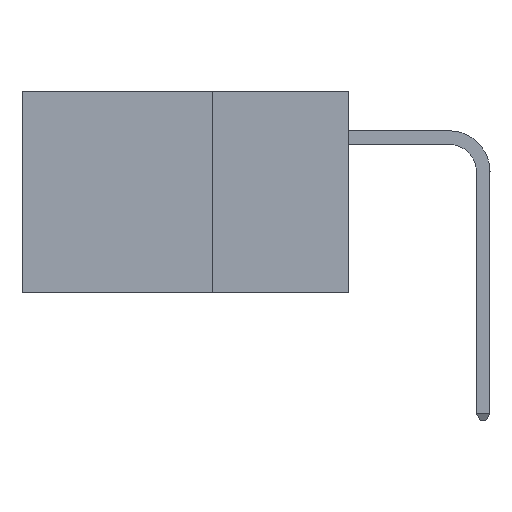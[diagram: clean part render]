
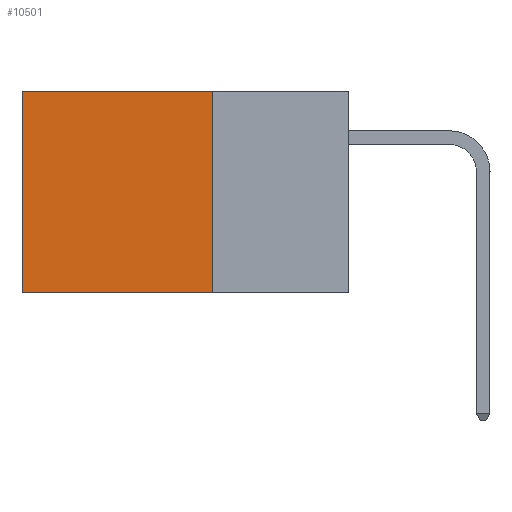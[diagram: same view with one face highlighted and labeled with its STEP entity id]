
A CAD part, left-side view. The second image highlights one B-rep face of the part: STEP entity #10501.
In plain terms, the highlighted planar face has unit normal (-1, 0, 0).
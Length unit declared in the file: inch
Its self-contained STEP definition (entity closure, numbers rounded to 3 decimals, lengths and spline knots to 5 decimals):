
#25 = VERTEX_POINT ( 'NONE', #6869 ) ;
#116 = DIRECTION ( 'NONE',  ( 1., 0., 0. ) ) ;
#791 = DIRECTION ( 'NONE',  ( 0., 1., 0. ) ) ;
#797 = VECTOR ( 'NONE', #13144, 39.37008 ) ;
#885 = CARTESIAN_POINT ( 'NONE',  ( 0.2875, 0.25, 0. ) ) ;
#1722 = EDGE_CURVE ( 'NONE', #16829, #9657, #11555, .T. ) ;
#2797 = EDGE_CURVE ( 'NONE', #5129, #9657, #15585, .T. ) ;
#2909 = EDGE_CURVE ( 'NONE', #25, #16829, #11583, .T. ) ;
#2927 = DIRECTION ( 'NONE',  ( 0., 0., -1. ) ) ;
#4315 = PLANE ( 'NONE',  #19492 ) ;
#4337 = CARTESIAN_POINT ( 'NONE',  ( 0.2875, 0.6, 0. ) ) ;
#5044 = ORIENTED_EDGE ( 'NONE', *, *, #2909, .F. ) ;
#5129 = VERTEX_POINT ( 'NONE', #4337 ) ;
#5814 = FACE_OUTER_BOUND ( 'NONE', #10141, .T. ) ;
#6100 = CARTESIAN_POINT ( 'NONE',  ( 0.2875, 0.6, 0. ) ) ;
#6791 = LINE ( 'NONE', #15793, #19419 ) ;
#6869 = CARTESIAN_POINT ( 'NONE',  ( 0.2875, 0.25, 0. ) ) ;
#9657 = VERTEX_POINT ( 'NONE', #18450 ) ;
#10141 = EDGE_LOOP ( 'NONE', ( #14568, #11205, #5044, #17367 ) ) ;
#10501 = ADVANCED_FACE ( 'NONE', ( #5814 ), #4315, .F. ) ;
#11205 = ORIENTED_EDGE ( 'NONE', *, *, #1722, .F. ) ;
#11555 = LINE ( 'NONE', #16357, #797 ) ;
#11583 = LINE ( 'NONE', #885, #18451 ) ;
#12361 = VECTOR ( 'NONE', #12387, 39.37008 ) ;
#12387 = DIRECTION ( 'NONE',  ( 0., 0., -1. ) ) ;
#13144 = DIRECTION ( 'NONE',  ( 0., 1., 0. ) ) ;
#14568 = ORIENTED_EDGE ( 'NONE', *, *, #2797, .T. ) ;
#15405 = EDGE_CURVE ( 'NONE', #25, #5129, #6791, .T. ) ;
#15585 = LINE ( 'NONE', #6100, #12361 ) ;
#15793 = CARTESIAN_POINT ( 'NONE',  ( 0.2875, 0.25, 0. ) ) ;
#16021 = CARTESIAN_POINT ( 'NONE',  ( 0.2875, 0.25, -0.37 ) ) ;
#16357 = CARTESIAN_POINT ( 'NONE',  ( 0.2875, 0.25, -0.37 ) ) ;
#16829 = VERTEX_POINT ( 'NONE', #16021 ) ;
#17367 = ORIENTED_EDGE ( 'NONE', *, *, #15405, .T. ) ;
#18450 = CARTESIAN_POINT ( 'NONE',  ( 0.2875, 0.6, -0.37 ) ) ;
#18451 = VECTOR ( 'NONE', #19082, 39.37008 ) ;
#19082 = DIRECTION ( 'NONE',  ( 0., 0., -1. ) ) ;
#19419 = VECTOR ( 'NONE', #791, 39.37008 ) ;
#19492 = AXIS2_PLACEMENT_3D ( 'NONE', #19705, #116, #2927 ) ;
#19705 = CARTESIAN_POINT ( 'NONE',  ( 0.2875, 0.25, 0. ) ) ;
